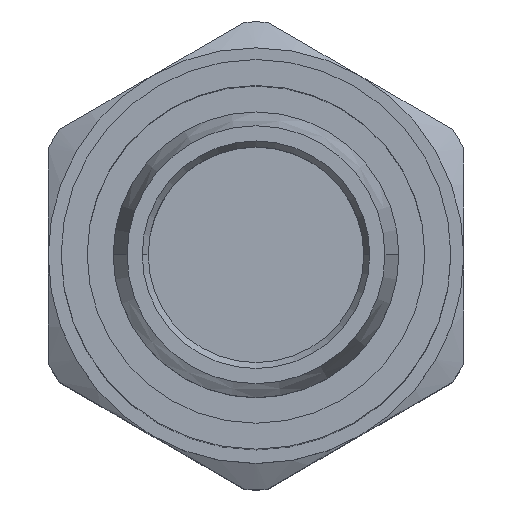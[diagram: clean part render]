
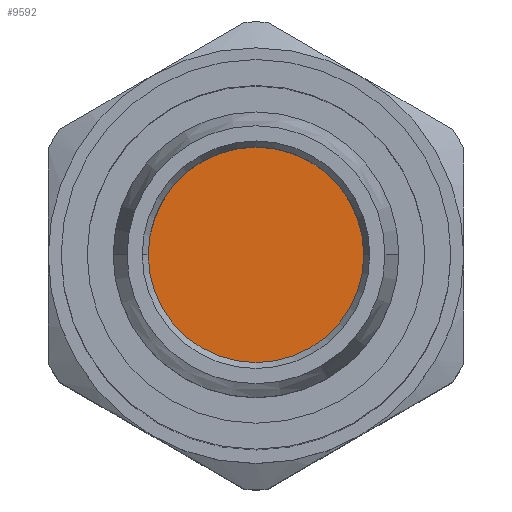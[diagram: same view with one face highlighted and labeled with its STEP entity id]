
A CAD part, top view. The second image highlights one B-rep face of the part: STEP entity #9592.
In plain terms, the highlighted planar face has unit normal (0, 0, 1).
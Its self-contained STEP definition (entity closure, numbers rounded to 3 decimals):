
#1415=CARTESIAN_POINT('',(0.,0.,14.275));
#1416=DIRECTION('',(0.,0.,1.));
#1417=DIRECTION('',(1.,0.,0.));
#1418=AXIS2_PLACEMENT_3D('',#1415,#1416,#1417);
#1423=CARTESIAN_POINT('',(0.,0.,14.275));
#1424=DIRECTION('',(0.,0.,1.));
#1425=DIRECTION('',(-1.,0.,0.));
#1426=AXIS2_PLACEMENT_3D('',#1423,#1424,#1425);
#7703=CARTESIAN_POINT('',(2.075,0.,14.275));
#7705=VERTEX_POINT('',#7703);
#8418=CARTESIAN_POINT('',(-2.075,0.,14.275));
#8419=VERTEX_POINT('',#8418);
#9582=CARTESIAN_POINT('',(0.,3.377,14.275));
#9583=DIRECTION('',(0.,0.,1.));
#9584=DIRECTION('',(1.,0.,0.));
#9585=AXIS2_PLACEMENT_3D('',#9582,#9583,#9584);
#9586=PLANE('',#9585);
#9588=ORIENTED_EDGE('',*,*,#9587,.F.);
#9589=ORIENTED_EDGE('',*,*,#9572,.F.);
#9590=EDGE_LOOP('',(#9588,#9589));
#9591=FACE_OUTER_BOUND('',#9590,.F.);
#9592=ADVANCED_FACE('',(#9591),#9586,.T.);
#1419=CIRCLE('',#1418,2.075);
#1427=CIRCLE('',#1426,2.075);
#9572=EDGE_CURVE('',#8419,#7705,#1427,.T.);
#9587=EDGE_CURVE('',#7705,#8419,#1419,.T.);
